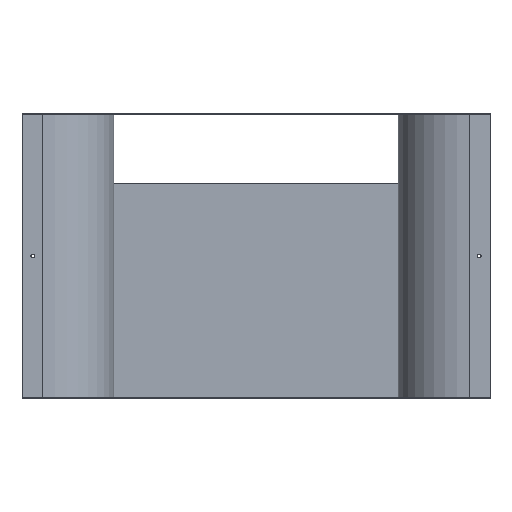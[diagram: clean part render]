
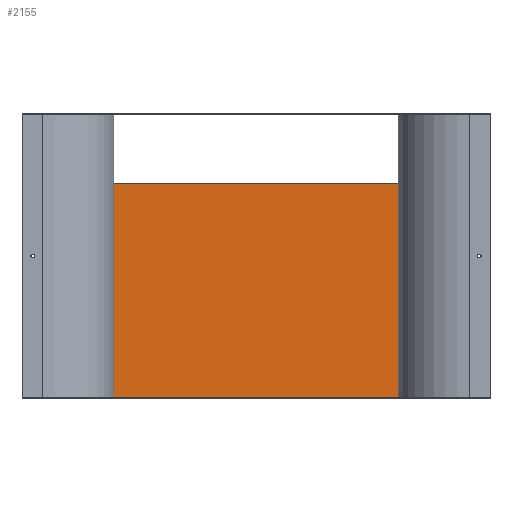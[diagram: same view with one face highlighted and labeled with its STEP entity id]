
A CAD part, front view. The second image highlights one B-rep face of the part: STEP entity #2155.
In plain terms, the highlighted planar face has unit normal (0, -1, 0).
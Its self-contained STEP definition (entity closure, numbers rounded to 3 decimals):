
#40 = CARTESIAN_POINT ( 'NONE',  ( -200., 168., -98. ) ) ;
#42 = CARTESIAN_POINT ( 'NONE',  ( 200., 168., -98. ) ) ;
#165 = CARTESIAN_POINT ( 'NONE',  ( 0., 168., 0. ) ) ;
#173 = PLANE ( 'NONE',  #604 ) ;
#175 = DIRECTION ( 'NONE',  ( 0., -1., 0. ) ) ;
#176 = DIRECTION ( 'NONE',  ( 1., 0., 0. ) ) ;
#365 = EDGE_CURVE ( 'NONE', #751, #822, #1180, .T. ) ;
#452 = EDGE_CURVE ( 'NONE', #751, #771, #1321, .T. ) ;
#538 = EDGE_CURVE ( 'NONE', #771, #820, #1400, .T. ) ;
#604 = AXIS2_PLACEMENT_3D ( 'NONE', #165, #175, #176 ) ;
#624 = EDGE_CURVE ( 'NONE', #820, #822, #1434, .T. ) ;
#751 = VERTEX_POINT ( 'NONE', #1144 ) ;
#771 = VERTEX_POINT ( 'NONE', #1169 ) ;
#820 = VERTEX_POINT ( 'NONE', #40 ) ;
#822 = VERTEX_POINT ( 'NONE', #42 ) ;
#901 = EDGE_LOOP ( 'NONE', ( #1723, #1724, #1725, #1726 ) ) ;
#1032 = DIRECTION ( 'NONE',  ( 0., 0., 1. ) ) ;
#1044 = CARTESIAN_POINT ( 'NONE',  ( -200., 168., -400. ) ) ;
#1090 = CARTESIAN_POINT ( 'NONE',  ( 201., 168., -98. ) ) ;
#1091 = DIRECTION ( 'NONE',  ( 1., 0., 0. ) ) ;
#1144 = CARTESIAN_POINT ( 'NONE',  ( 200., 168., -399. ) ) ;
#1169 = CARTESIAN_POINT ( 'NONE',  ( -200., 168., -399. ) ) ;
#1180 = LINE ( 'NONE', #1937, #1187 ) ;
#1187 = VECTOR ( 'NONE', #1941, 1000. ) ;
#1321 = LINE ( 'NONE', #2127, #1324 ) ;
#1324 = VECTOR ( 'NONE', #2128, 1000. ) ;
#1400 = LINE ( 'NONE', #1044, #1402 ) ;
#1402 = VECTOR ( 'NONE', #1032, 1000. ) ;
#1434 = LINE ( 'NONE', #1090, #1437 ) ;
#1437 = VECTOR ( 'NONE', #1091, 1000. ) ;
#1723 = ORIENTED_EDGE ( 'NONE', *, *, #538, .F. ) ;
#1724 = ORIENTED_EDGE ( 'NONE', *, *, #452, .F. ) ;
#1725 = ORIENTED_EDGE ( 'NONE', *, *, #365, .T. ) ;
#1726 = ORIENTED_EDGE ( 'NONE', *, *, #624, .F. ) ;
#1808 = FACE_OUTER_BOUND ( 'NONE', #901, .T. ) ;
#1937 = CARTESIAN_POINT ( 'NONE',  ( 200., 168., -400. ) ) ;
#1941 = DIRECTION ( 'NONE',  ( 0., 0., 1. ) ) ;
#2127 = CARTESIAN_POINT ( 'NONE',  ( 200., 168., -399. ) ) ;
#2128 = DIRECTION ( 'NONE',  ( -1., 0., 0. ) ) ;
#2155 = ADVANCED_FACE ( 'NONE', ( #1808 ), #173, .T. ) ;
